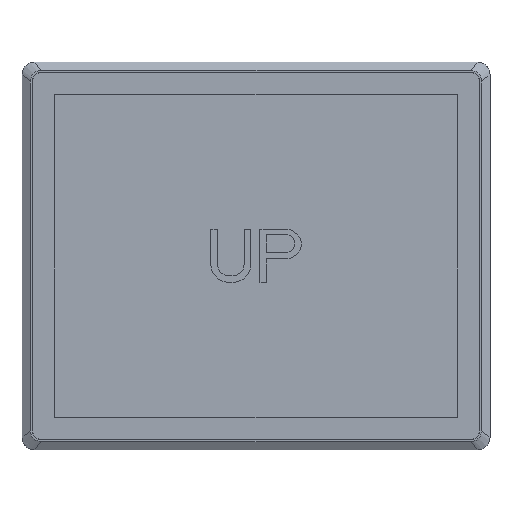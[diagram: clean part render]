
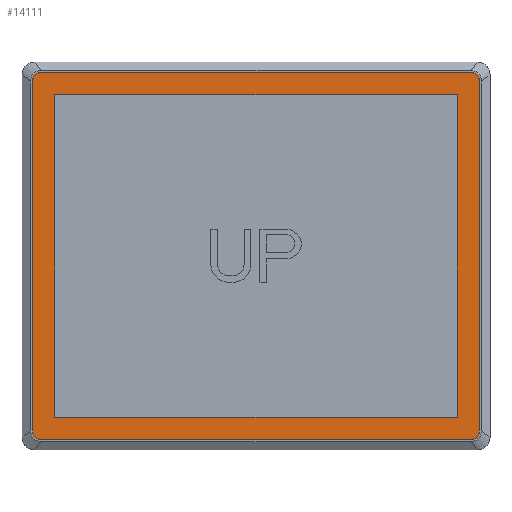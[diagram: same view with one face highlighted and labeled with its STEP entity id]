
A CAD part, top view. The second image highlights one B-rep face of the part: STEP entity #14111.
In plain terms, the highlighted planar face has unit normal (0, 0, 1).
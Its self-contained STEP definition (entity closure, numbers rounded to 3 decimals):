
#12239=CARTESIAN_POINT('',(-201.46,163.83,0.));
#12240=DIRECTION('',(0.,0.,-1.));
#12241=DIRECTION('',(-1.,0.,0.));
#12242=AXIS2_PLACEMENT_3D('',#12239,#12240,#12241);
#12244=DIRECTION('',(1.,0.,0.));
#12245=VECTOR('',#12244,402.92);
#12246=CARTESIAN_POINT('',(-201.46,171.83,0.));
#12247=LINE('',#12246,#12245);
#12248=CARTESIAN_POINT('',(201.46,163.83,0.));
#12249=DIRECTION('',(0.,0.,-1.));
#12250=DIRECTION('',(0.,1.,0.));
#12251=AXIS2_PLACEMENT_3D('',#12248,#12249,#12250);
#12253=DIRECTION('',(0.,-1.,0.));
#12254=VECTOR('',#12253,327.66);
#12255=CARTESIAN_POINT('',(209.46,163.83,0.));
#12256=LINE('',#12255,#12254);
#12257=CARTESIAN_POINT('',(201.46,-163.83,0.));
#12258=DIRECTION('',(0.,0.,-1.));
#12259=DIRECTION('',(1.,0.,0.));
#12260=AXIS2_PLACEMENT_3D('',#12257,#12258,#12259);
#12262=DIRECTION('',(-1.,0.,0.));
#12263=VECTOR('',#12262,402.92);
#12264=CARTESIAN_POINT('',(201.46,-171.83,0.));
#12265=LINE('',#12264,#12263);
#12266=CARTESIAN_POINT('',(-201.46,-163.83,0.));
#12267=DIRECTION('',(0.,0.,-1.));
#12268=DIRECTION('',(0.,-1.,0.));
#12269=AXIS2_PLACEMENT_3D('',#12266,#12267,#12268);
#12271=DIRECTION('',(0.,1.,0.));
#12272=VECTOR('',#12271,327.66);
#12273=CARTESIAN_POINT('',(-209.46,-163.83,0.));
#12274=LINE('',#12273,#12272);
#13093=DIRECTION('',(0.,1.,0.));
#13094=VECTOR('',#13093,302.06);
#13095=CARTESIAN_POINT('',(-188.66,-151.03,0.));
#13096=LINE('',#13095,#13094);
#13101=DIRECTION('',(1.,0.,0.));
#13102=VECTOR('',#13101,377.32);
#13103=CARTESIAN_POINT('',(-188.66,151.03,0.));
#13104=LINE('',#13103,#13102);
#13109=DIRECTION('',(0.,-1.,0.));
#13110=VECTOR('',#13109,302.06);
#13111=CARTESIAN_POINT('',(188.66,151.03,0.));
#13112=LINE('',#13111,#13110);
#13117=DIRECTION('',(-1.,0.,0.));
#13118=VECTOR('',#13117,377.32);
#13119=CARTESIAN_POINT('',(188.66,-151.03,0.));
#13120=LINE('',#13119,#13118);
#13741=CARTESIAN_POINT('',(-209.46,163.83,0.));
#13742=CARTESIAN_POINT('',(-201.46,171.83,0.));
#13743=VERTEX_POINT('',#13741);
#13744=VERTEX_POINT('',#13742);
#13745=CARTESIAN_POINT('',(201.46,171.83,0.));
#13746=VERTEX_POINT('',#13745);
#13747=CARTESIAN_POINT('',(209.46,163.83,0.));
#13748=VERTEX_POINT('',#13747);
#13749=CARTESIAN_POINT('',(209.46,-163.83,0.));
#13750=VERTEX_POINT('',#13749);
#13751=CARTESIAN_POINT('',(201.46,-171.83,0.));
#13752=VERTEX_POINT('',#13751);
#13753=CARTESIAN_POINT('',(-201.46,-171.83,0.));
#13754=VERTEX_POINT('',#13753);
#13755=CARTESIAN_POINT('',(-209.46,-163.83,0.));
#13756=VERTEX_POINT('',#13755);
#13757=CARTESIAN_POINT('',(-188.66,-151.03,0.));
#13758=CARTESIAN_POINT('',(-188.66,151.03,0.));
#13759=VERTEX_POINT('',#13757);
#13760=VERTEX_POINT('',#13758);
#13761=CARTESIAN_POINT('',(188.66,-151.03,0.));
#13762=VERTEX_POINT('',#13761);
#13763=CARTESIAN_POINT('',(188.66,151.03,0.));
#13764=VERTEX_POINT('',#13763);
#14078=CARTESIAN_POINT('',(0.,0.,0.));
#14079=DIRECTION('',(0.,0.,1.));
#14080=DIRECTION('',(1.,0.,0.));
#14081=AXIS2_PLACEMENT_3D('',#14078,#14079,#14080);
#14082=PLANE('',#14081);
#14084=ORIENTED_EDGE('',*,*,#14083,.T.);
#14086=ORIENTED_EDGE('',*,*,#14085,.T.);
#14088=ORIENTED_EDGE('',*,*,#14087,.T.);
#14090=ORIENTED_EDGE('',*,*,#14089,.T.);
#14092=ORIENTED_EDGE('',*,*,#14091,.T.);
#14094=ORIENTED_EDGE('',*,*,#14093,.T.);
#14096=ORIENTED_EDGE('',*,*,#14095,.T.);
#14098=ORIENTED_EDGE('',*,*,#14097,.T.);
#14099=EDGE_LOOP('',(#14084,#14086,#14088,#14090,#14092,#14094,#14096,#14098));
#14100=FACE_OUTER_BOUND('',#14099,.F.);
#14102=ORIENTED_EDGE('',*,*,#14101,.F.);
#14104=ORIENTED_EDGE('',*,*,#14103,.F.);
#14106=ORIENTED_EDGE('',*,*,#14105,.F.);
#14108=ORIENTED_EDGE('',*,*,#14107,.F.);
#14109=EDGE_LOOP('',(#14102,#14104,#14106,#14108));
#14110=FACE_BOUND('',#14109,.F.);
#12243=CIRCLE('',#12242,8.);
#12252=CIRCLE('',#12251,8.);
#12261=CIRCLE('',#12260,8.);
#12270=CIRCLE('',#12269,8.);
#14083=EDGE_CURVE('',#13743,#13744,#12243,.T.);
#14085=EDGE_CURVE('',#13744,#13746,#12247,.T.);
#14087=EDGE_CURVE('',#13746,#13748,#12252,.T.);
#14089=EDGE_CURVE('',#13748,#13750,#12256,.T.);
#14091=EDGE_CURVE('',#13750,#13752,#12261,.T.);
#14093=EDGE_CURVE('',#13752,#13754,#12265,.T.);
#14095=EDGE_CURVE('',#13754,#13756,#12270,.T.);
#14097=EDGE_CURVE('',#13756,#13743,#12274,.T.);
#14101=EDGE_CURVE('',#13759,#13760,#13096,.T.);
#14103=EDGE_CURVE('',#13762,#13759,#13120,.T.);
#14105=EDGE_CURVE('',#13764,#13762,#13112,.T.);
#14107=EDGE_CURVE('',#13760,#13764,#13104,.T.);
#14111=ADVANCED_FACE('',(#14100,#14110),#14082,.T.);
